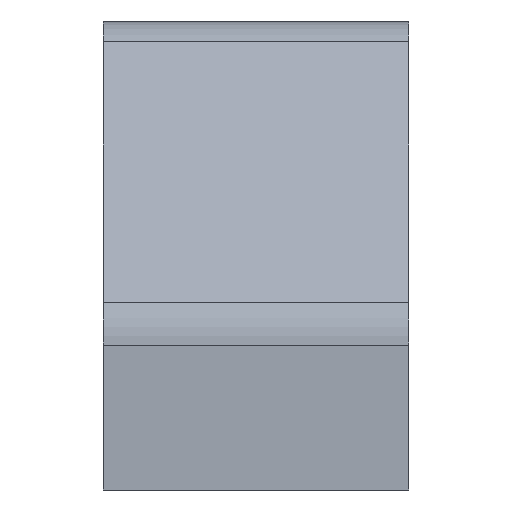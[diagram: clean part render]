
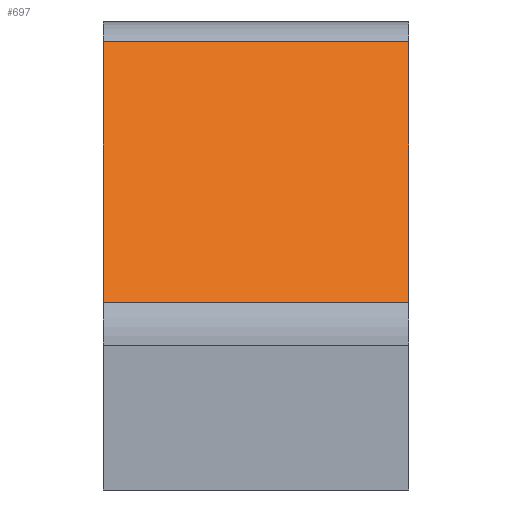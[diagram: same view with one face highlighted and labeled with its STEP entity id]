
A CAD part, left-side view. The second image highlights one B-rep face of the part: STEP entity #697.
In plain terms, the highlighted planar face has unit normal (-0.73, 0, 0.684).
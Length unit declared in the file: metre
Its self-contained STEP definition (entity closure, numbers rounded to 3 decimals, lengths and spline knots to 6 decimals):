
#52=LINE('',#1142,#116);
#53=LINE('',#1146,#117);
#54=LINE('',#1148,#118);
#55=LINE('',#1150,#119);
#116=VECTOR('',#917,1.);
#117=VECTOR('',#922,1.);
#118=VECTOR('',#923,1.);
#119=VECTOR('',#924,1.);
#150=PLANE('',#769);
#235=ORIENTED_EDGE('',*,*,#423,.T.);
#236=ORIENTED_EDGE('',*,*,#424,.F.);
#237=ORIENTED_EDGE('',*,*,#425,.F.);
#238=ORIENTED_EDGE('',*,*,#421,.T.);
#421=EDGE_CURVE('',#510,#509,#52,.T.);
#423=EDGE_CURVE('',#509,#511,#53,.T.);
#424=EDGE_CURVE('',#512,#511,#54,.T.);
#425=EDGE_CURVE('',#510,#512,#55,.T.);
#509=VERTEX_POINT('',#1141);
#510=VERTEX_POINT('',#1143);
#511=VERTEX_POINT('',#1147);
#512=VERTEX_POINT('',#1149);
#581=EDGE_LOOP('',(#235,#236,#237,#238));
#631=FACE_BOUND('',#581,.T.);
#697=ADVANCED_FACE('',(#631),#150,.F.);
#769=AXIS2_PLACEMENT_3D('',#1145,#920,#921);
#917=DIRECTION('',(0.,1.,0.));
#920=DIRECTION('',(0.73,0.,-0.684));
#921=DIRECTION('',(0.684,0.,0.73));
#922=DIRECTION('',(-0.684,0.,-0.73));
#923=DIRECTION('',(0.,1.,0.));
#924=DIRECTION('',(-0.684,0.,-0.73));
#1141=CARTESIAN_POINT('',(-0.02796,0.,0.014368));
#1142=CARTESIAN_POINT('',(-0.02796,-0.0098,0.014368));
#1143=CARTESIAN_POINT('',(-0.02796,-0.0098,0.014368));
#1145=CARTESIAN_POINT('',(-0.031877,-0.0098,0.01019));
#1146=CARTESIAN_POINT('',(-0.031877,0.,0.01019));
#1147=CARTESIAN_POINT('',(-0.035793,0.,0.006012));
#1148=CARTESIAN_POINT('',(-0.035793,-0.0098,0.006012));
#1149=CARTESIAN_POINT('',(-0.035793,-0.0098,0.006012));
#1150=CARTESIAN_POINT('',(-0.031877,-0.0098,0.01019));
